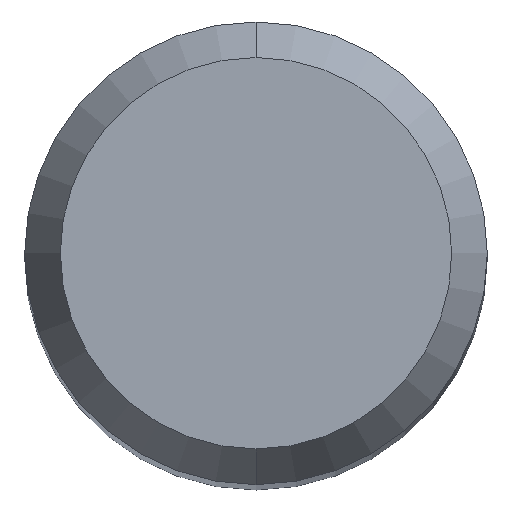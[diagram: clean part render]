
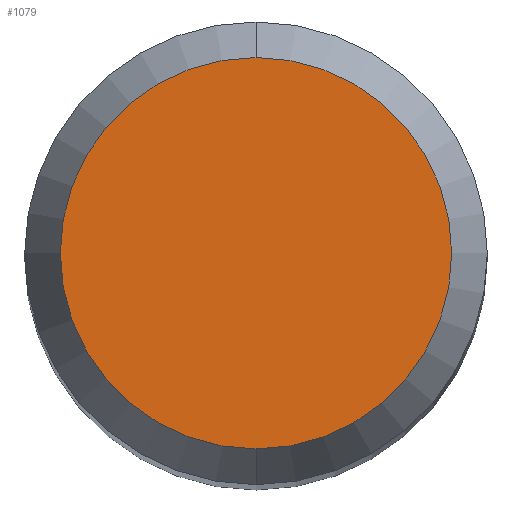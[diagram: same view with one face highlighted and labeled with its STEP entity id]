
A CAD part, top view. The second image highlights one B-rep face of the part: STEP entity #1079.
In plain terms, the highlighted planar face has unit normal (0, 0, 1).
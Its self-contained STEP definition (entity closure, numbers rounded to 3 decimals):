
#665=VERTEX_POINT('',#1654);
#687=VERTEX_POINT('',#1680);
#1073=EDGE_CURVE('',#665,#687,#2099,.T.);
#1079=ADVANCED_FACE('',(#2106),#2107,.T.);
#1261=EDGE_CURVE('',#687,#665,#2304,.T.);
#1654=CARTESIAN_POINT('',(0.,-2.538,0.0));
#1680=CARTESIAN_POINT('',(0.0,2.538,0.0));
#2099=CIRCLE('',#8904,2.538);
#2106=FACE_OUTER_BOUND('',#9244,.T.);
#2107=PLANE('',#9245);
#2304=CIRCLE('',#10598,2.538);
#8904=AXIS2_PLACEMENT_3D('',#13783,#13784,#13785);
#9244=EDGE_LOOP('',(#13791,#13792));
#9245=AXIS2_PLACEMENT_3D('',#13793,#13794,#13795);
#10598=AXIS2_PLACEMENT_3D('',#13988,#13989,#13990);
#13783=CARTESIAN_POINT('',(0.0,0.0,0.0));
#13784=DIRECTION('',(0.0,0.0,-1.0));
#13785=DIRECTION('',(0.0,1.0,0.0));
#13791=ORIENTED_EDGE('',*,*,#1261,.F.);
#13792=ORIENTED_EDGE('',*,*,#1073,.F.);
#13793=CARTESIAN_POINT('',(0.0,1.269,0.0));
#13794=DIRECTION('',(-0.0,0.0,1.0));
#13795=DIRECTION('',(0.0,-1.0,0.0));
#13988=CARTESIAN_POINT('',(0.0,0.0,0.0));
#13989=DIRECTION('',(0.0,0.0,-1.0));
#13990=DIRECTION('',(0.0,1.0,0.0));
